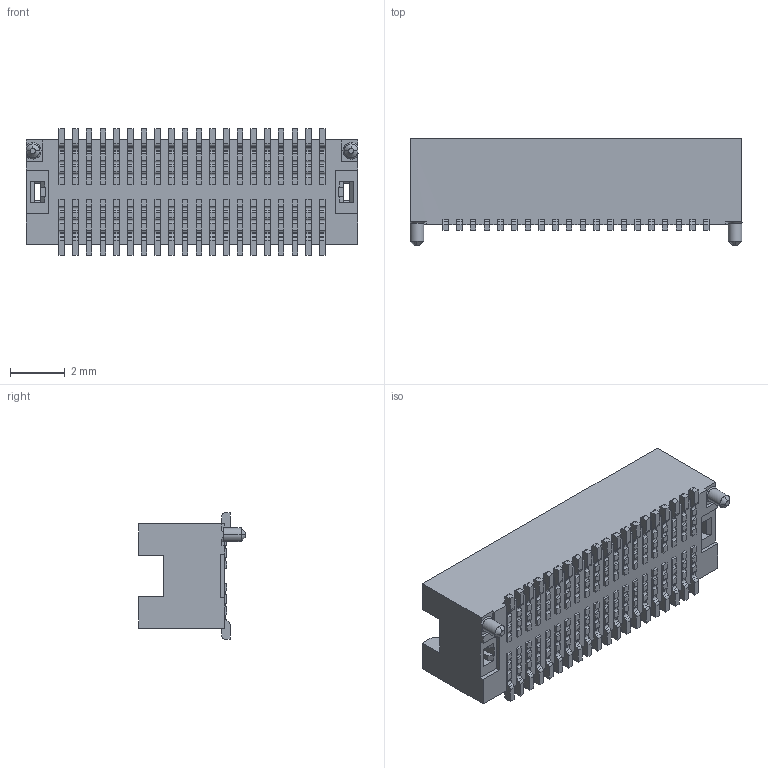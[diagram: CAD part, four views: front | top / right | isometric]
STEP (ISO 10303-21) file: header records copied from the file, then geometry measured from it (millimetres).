
FILE_DESCRIPTION( ('This file contains a STEP AP42 implementation' ,'as created by ZW3D STEP Interface translator.') ,'2;1' );
FILE_NAME( '3622-PXXX-033XXX01.stp' ,'23 316. 85429', (''), ('ZWCAD Software Co.'), 'Version 1.0', 'ZW3D to STEP translator', '' );
FILE_SCHEMA(('AUTOMOTIVE_DESIGN { 1 0 10303 214 1 1 1 1 }'));
Length unit declared in the file: millimetre
Products named in the file (2): 0; 3622-P040-033XXX01
Bounding box: 12.1 x 3.88 x 4.6 mm (x, y, z)
Volume: 97.2 mm3; surface area: 310.9 mm2
Topology: 1 solids, 41 shells, 2294 faces, 6702 edges, 4490 vertices
Faces by surface type: plane 1638, cylinder 520, bspline 124, cone 12
Entity records: 96493 total; most frequent: CARTESIAN_POINT 43127, ORIENTED_EDGE 13404, EDGE_CURVE 6702, DIRECTION 6342, B_SPLINE_CURVE_WITH_KNOTS 4782, VERTEX_POINT 4490, EDGE_LOOP 2378, FACE_OUTER_BOUND 2294
